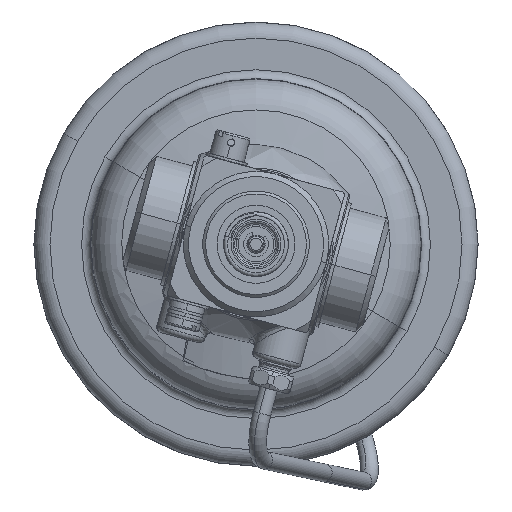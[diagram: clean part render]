
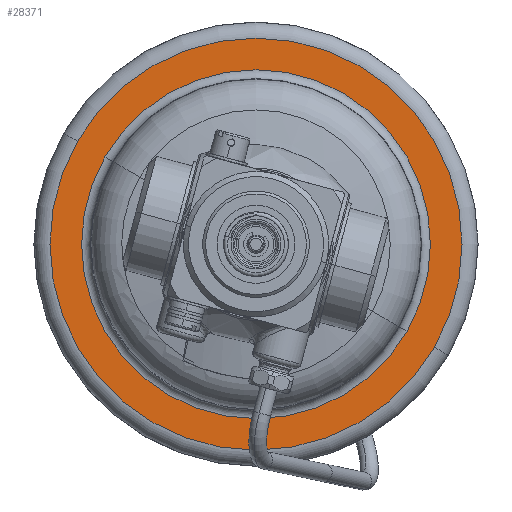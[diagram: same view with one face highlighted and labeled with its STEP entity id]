
A CAD part, front view. The second image highlights one B-rep face of the part: STEP entity #28371.
In plain terms, the highlighted planar face has unit normal (0, -1, 0).
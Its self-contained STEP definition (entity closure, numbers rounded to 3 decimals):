
#5339=CARTESIAN_POINT('',(0.,76.4,0.));
#5340=DIRECTION('',(0.,-1.,0.));
#5341=DIRECTION('',(-0.866,0.,0.5));
#5342=AXIS2_PLACEMENT_3D('',#5339,#5340,#5341);
#5344=CARTESIAN_POINT('',(0.,76.4,0.));
#5345=DIRECTION('',(0.,1.,0.));
#5346=DIRECTION('',(-0.866,0.,0.5));
#5347=AXIS2_PLACEMENT_3D('',#5344,#5345,#5346);
#5349=CARTESIAN_POINT('',(0.,76.4,0.));
#5350=DIRECTION('',(0.,1.,0.));
#5351=DIRECTION('',(-0.866,0.,0.5));
#5352=AXIS2_PLACEMENT_3D('',#5349,#5350,#5351);
#5354=CARTESIAN_POINT('',(0.,76.4,0.));
#5355=DIRECTION('',(0.,-1.,0.));
#5356=DIRECTION('',(-0.866,0.,0.5));
#5357=AXIS2_PLACEMENT_3D('',#5354,#5355,#5356);
#16439=CARTESIAN_POINT('',(-50.272,76.4,29.025));
#16441=VERTEX_POINT('',#16439);
#16442=CARTESIAN_POINT('',(-42.554,76.4,24.569));
#16444=VERTEX_POINT('',#16442);
#16471=CARTESIAN_POINT('',(50.272,76.4,-29.025));
#16473=VERTEX_POINT('',#16471);
#16474=CARTESIAN_POINT('',(42.554,76.4,-24.569));
#16476=VERTEX_POINT('',#16474);
#28356=CARTESIAN_POINT('',(0.,76.4,0.));
#28357=DIRECTION('',(0.,1.,0.));
#28358=DIRECTION('',(0.866,0.,-0.5));
#28359=AXIS2_PLACEMENT_3D('',#28356,#28357,#28358);
#28360=PLANE('',#28359);
#28362=ORIENTED_EDGE('',*,*,#28361,.T.);
#28364=ORIENTED_EDGE('',*,*,#28363,.F.);
#28365=EDGE_LOOP('',(#28362,#28364));
#28366=FACE_OUTER_BOUND('',#28365,.F.);
#28367=ORIENTED_EDGE('',*,*,#28338,.T.);
#28368=ORIENTED_EDGE('',*,*,#28349,.F.);
#28369=EDGE_LOOP('',(#28367,#28368));
#28370=FACE_BOUND('',#28369,.F.);
#28371=ADVANCED_FACE('',(#28366,#28370),#28360,.F.);
#5343=CIRCLE('',#5342,49.137);
#5348=CIRCLE('',#5347,49.137);
#5353=CIRCLE('',#5352,58.05);
#5358=CIRCLE('',#5357,58.05);
#28338=EDGE_CURVE('',#16444,#16476,#5343,.T.);
#28349=EDGE_CURVE('',#16444,#16476,#5348,.T.);
#28361=EDGE_CURVE('',#16441,#16473,#5353,.T.);
#28363=EDGE_CURVE('',#16441,#16473,#5358,.T.);
